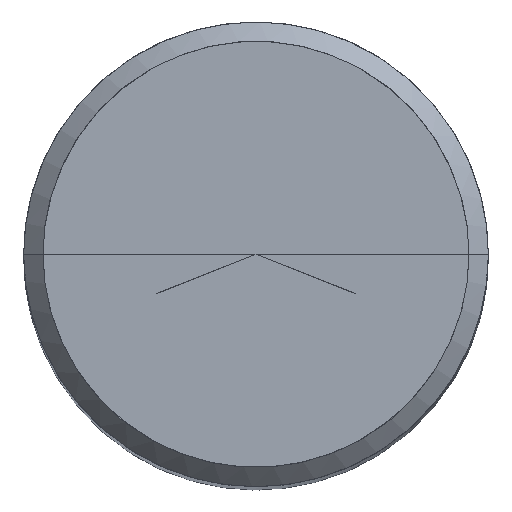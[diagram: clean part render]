
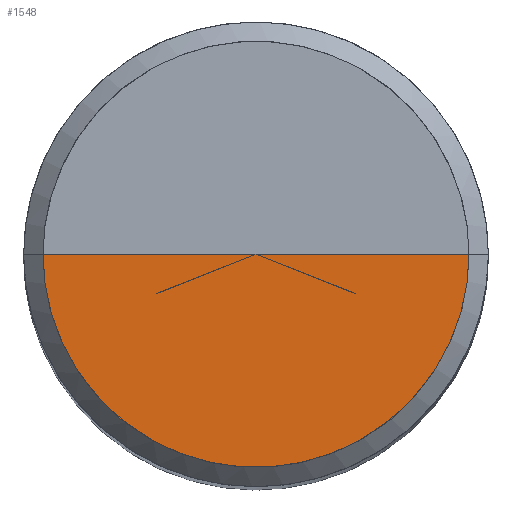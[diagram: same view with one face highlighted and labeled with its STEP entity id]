
A CAD part, top view. The second image highlights one B-rep face of the part: STEP entity #1548.
In plain terms, the highlighted free-form (B-spline) face has degree [1, 2] with [2, 5] control points.
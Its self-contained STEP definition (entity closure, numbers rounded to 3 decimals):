
#1150=CARTESIAN_POINT('',(5.5,0.0,58.0));
#1154=CARTESIAN_POINT('',(-5.5,0.0,58.0));
#1155=CARTESIAN_POINT('',(0.0,0.0,58.0));
#1168=CARTESIAN_POINT('',(-5.5,-5.5,58.0));
#1169=CARTESIAN_POINT('',(0.0,-5.5,58.0));
#1170=CARTESIAN_POINT('',(5.5,-5.5,58.0));
#1533=(
BOUNDED_SURFACE()
B_SPLINE_SURFACE(1,2,(
(#1154,#1168,#1169,#1170,#1150),
(#1155,#1155,#1155,#1155,#1155)
), .UNSPECIFIED.,.F.,.F.,.F.)
B_SPLINE_SURFACE_WITH_KNOTS((2,2),(3,2,3),(
0.0,1.0),(
0.0,0.5,1.0), .UNSPECIFIED.)
GEOMETRIC_REPRESENTATION_ITEM()
RATIONAL_B_SPLINE_SURFACE(((1.0,0.707,1.0,0.707,1.0),
(1.0,0.707,1.0,0.707,1.0)
))
REPRESENTATION_ITEM('')
SURFACE()
);
#1534=(
BOUNDED_CURVE()
B_SPLINE_CURVE(2,(#1150,#1170,#1169,#1168,#1154),.UNSPECIFIED.,.F.,.F.)
B_SPLINE_CURVE_WITH_KNOTS((3,2,3),
(0.0,0.5,1.0),.UNSPECIFIED.)
CURVE()
GEOMETRIC_REPRESENTATION_ITEM()
RATIONAL_B_SPLINE_CURVE((1.0,0.707,1.0,0.707,1.0))
REPRESENTATION_ITEM('')
);
#1535=(
BOUNDED_CURVE()
B_SPLINE_CURVE(1,(#1154,#1155),.UNSPECIFIED.,.F.,.F.)
B_SPLINE_CURVE_WITH_KNOTS((2,2),
(0.0,1.0),.UNSPECIFIED.)
CURVE()
GEOMETRIC_REPRESENTATION_ITEM()
RATIONAL_B_SPLINE_CURVE((1.0,1.0))
REPRESENTATION_ITEM('')
);
#1536=(
BOUNDED_CURVE()
B_SPLINE_CURVE(1,(#1155,#1150),.UNSPECIFIED.,.F.,.F.)
B_SPLINE_CURVE_WITH_KNOTS((2,2),
(0.0,1.0),.UNSPECIFIED.)
CURVE()
GEOMETRIC_REPRESENTATION_ITEM()
RATIONAL_B_SPLINE_CURVE((1.0,1.0))
REPRESENTATION_ITEM('')
);
#1537=VERTEX_POINT('',#1150);
#1538=VERTEX_POINT('',#1154);
#1539=VERTEX_POINT('',#1155);
#1540=EDGE_CURVE('',#1537,#1538,#1534,.T.);
#1541=EDGE_CURVE('',#1538,#1539,#1535,.T.);
#1542=EDGE_CURVE('',#1539,#1537,#1536,.T.);
#1543=ORIENTED_EDGE('',*,*,#1540,.T.);
#1544=ORIENTED_EDGE('',*,*,#1541,.T.);
#1545=ORIENTED_EDGE('',*,*,#1542,.T.);
#1546=EDGE_LOOP('',(#1543,#1544,#1545));
#1547=FACE_OUTER_BOUND('',#1546,.T.);
#1548=ADVANCED_FACE('',(#1547),#1533,.T.);
